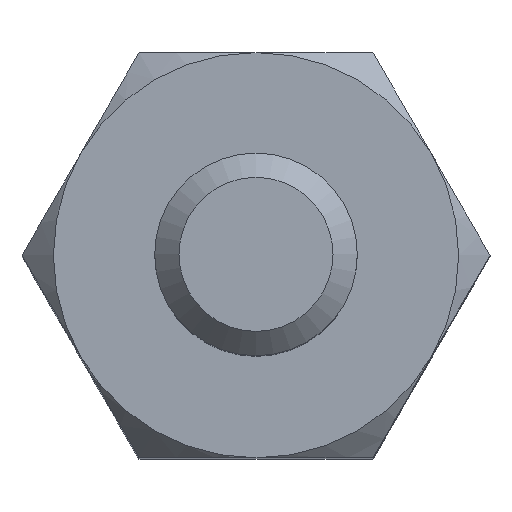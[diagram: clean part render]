
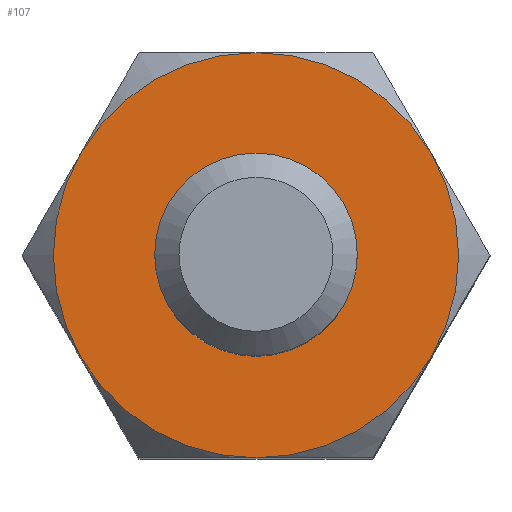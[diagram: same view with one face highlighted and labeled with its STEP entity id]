
A CAD part, top view. The second image highlights one B-rep face of the part: STEP entity #107.
In plain terms, the highlighted planar face has unit normal (0, 0, 1).
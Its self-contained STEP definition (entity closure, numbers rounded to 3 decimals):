
#107 = ADVANCED_FACE( '', ( #221, #222 ), #223, .T. );
#221 = FACE_BOUND( '', #333, .T. );
#222 = FACE_OUTER_BOUND( '', #334, .T. );
#223 = PLANE( '', #335 );
#333 = EDGE_LOOP( '', ( #546 ) );
#334 = EDGE_LOOP( '', ( #547, #548, #549, #550, #551, #552 ) );
#335 = AXIS2_PLACEMENT_3D( '', #553, #554, #555 );
#546 = ORIENTED_EDGE( '', *, *, #661, .T. );
#547 = ORIENTED_EDGE( '', *, *, #639, .F. );
#548 = ORIENTED_EDGE( '', *, *, #651, .F. );
#549 = ORIENTED_EDGE( '', *, *, #627, .F. );
#550 = ORIENTED_EDGE( '', *, *, #662, .T. );
#551 = ORIENTED_EDGE( '', *, *, #621, .F. );
#552 = ORIENTED_EDGE( '', *, *, #642, .F. );
#553 = CARTESIAN_POINT( '', ( 0., 0., 11. ) );
#554 = DIRECTION( '', ( 0., 0., 1. ) );
#555 = DIRECTION( '', ( 1., 0., 0. ) );
#621 = EDGE_CURVE( '', #729, #683, #730, .F. );
#627 = EDGE_CURVE( '', #693, #703, #737, .F. );
#639 = EDGE_CURVE( '', #722, #739, #751, .F. );
#642 = EDGE_CURVE( '', #739, #729, #754, .F. );
#651 = EDGE_CURVE( '', #703, #722, #766, .F. );
#661 = EDGE_CURVE( '', #779, #779, #780, .F. );
#662 = EDGE_CURVE( '', #693, #683, #781, .T. );
#683 = VERTEX_POINT( '', #813 );
#693 = VERTEX_POINT( '', #848 );
#703 = VERTEX_POINT( '', #883 );
#722 = VERTEX_POINT( '', #927 );
#729 = VERTEX_POINT( '', #954 );
#730 = CIRCLE( '', #955, 2.5 );
#737 = CIRCLE( '', #981, 2.5 );
#739 = VERTEX_POINT( '', #983 );
#751 = CIRCLE( '', #1020, 2.5 );
#754 = CIRCLE( '', #1023, 2.5 );
#766 = CIRCLE( '', #1035, 2.5 );
#779 = VERTEX_POINT( '', #1048 );
#780 = CIRCLE( '', #1049, 1.1 );
#781 = CIRCLE( '', #1050, 2.5 );
#813 = CARTESIAN_POINT( '', ( -2.165, 1.25, 11. ) );
#848 = CARTESIAN_POINT( '', ( 0., 2.5, 11. ) );
#883 = CARTESIAN_POINT( '', ( 2.165, 1.25, 11. ) );
#927 = CARTESIAN_POINT( '', ( 2.165, -1.25, 11. ) );
#954 = CARTESIAN_POINT( '', ( -2.165, -1.25, 11. ) );
#955 = AXIS2_PLACEMENT_3D( '', #1087, #1088, #1089 );
#981 = AXIS2_PLACEMENT_3D( '', #1090, #1091, #1092 );
#983 = CARTESIAN_POINT( '', ( 0., -2.5, 11. ) );
#1020 = AXIS2_PLACEMENT_3D( '', #1097, #1098, #1099 );
#1023 = AXIS2_PLACEMENT_3D( '', #1100, #1101, #1102 );
#1035 = AXIS2_PLACEMENT_3D( '', #1112, #1113, #1114 );
#1048 = CARTESIAN_POINT( '', ( 1.1, 0., 11. ) );
#1049 = AXIS2_PLACEMENT_3D( '', #1124, #1125, #1126 );
#1050 = AXIS2_PLACEMENT_3D( '', #1127, #1128, #1129 );
#1087 = CARTESIAN_POINT( '', ( 0., 0., 11. ) );
#1088 = DIRECTION( '', ( 0., 0., 1. ) );
#1089 = DIRECTION( '', ( 1., 0., 0. ) );
#1090 = CARTESIAN_POINT( '', ( 0., 0., 11. ) );
#1091 = DIRECTION( '', ( 0., 0., 1. ) );
#1092 = DIRECTION( '', ( 1., 0., 0. ) );
#1097 = CARTESIAN_POINT( '', ( 0., 0., 11. ) );
#1098 = DIRECTION( '', ( 0., 0., 1. ) );
#1099 = DIRECTION( '', ( 1., 0., 0. ) );
#1100 = CARTESIAN_POINT( '', ( 0., 0., 11. ) );
#1101 = DIRECTION( '', ( 0., 0., 1. ) );
#1102 = DIRECTION( '', ( 1., 0., 0. ) );
#1112 = CARTESIAN_POINT( '', ( 0., 0., 11. ) );
#1113 = DIRECTION( '', ( 0., 0., 1. ) );
#1114 = DIRECTION( '', ( 1., 0., 0. ) );
#1124 = CARTESIAN_POINT( '', ( 0., 0., 11. ) );
#1125 = DIRECTION( '', ( 0., 0., 1. ) );
#1126 = DIRECTION( '', ( 1., 0., 0. ) );
#1127 = CARTESIAN_POINT( '', ( 0., 0., 11. ) );
#1128 = DIRECTION( '', ( 0., 0., 1. ) );
#1129 = DIRECTION( '', ( 1., 0., 0. ) );
